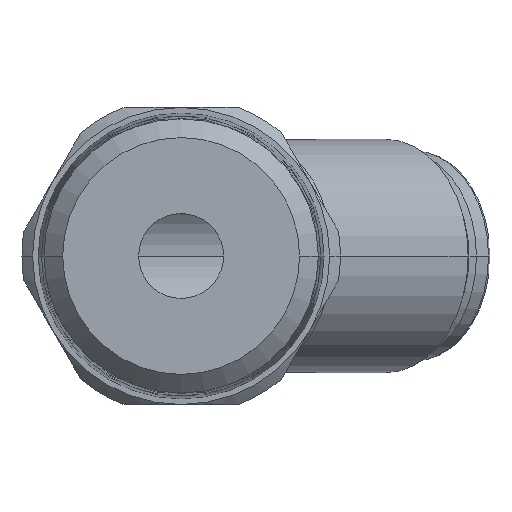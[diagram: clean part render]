
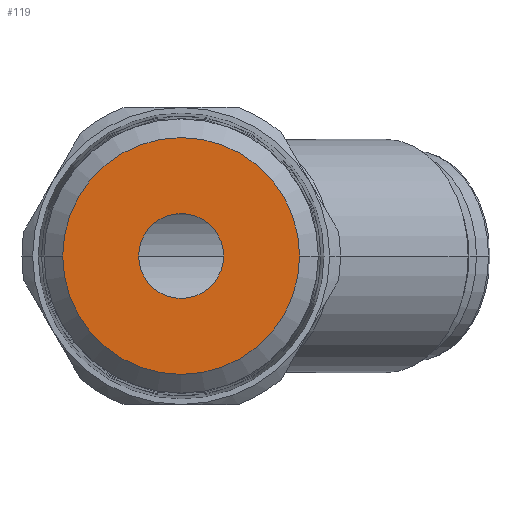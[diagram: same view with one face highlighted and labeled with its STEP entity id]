
A CAD part, front view. The second image highlights one B-rep face of the part: STEP entity #119.
In plain terms, the highlighted planar face has unit normal (0, -1, 0).
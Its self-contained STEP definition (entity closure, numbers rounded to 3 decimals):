
#119=ADVANCED_FACE('',(#275,#276),#277,.T.);
#275=FACE_BOUND('',#432,.T.);
#276=FACE_OUTER_BOUND('',#433,.T.);
#277=PLANE('',#434);
#432=EDGE_LOOP('',(#998,#999));
#433=EDGE_LOOP('',(#1000,#1001));
#434=AXIS2_PLACEMENT_3D('',#1002,#1003,#1004);
#998=ORIENTED_EDGE('',*,*,#1093,.T.);
#999=ORIENTED_EDGE('',*,*,#1098,.T.);
#1000=ORIENTED_EDGE('',*,*,#1010,.F.);
#1001=ORIENTED_EDGE('',*,*,#1178,.F.);
#1002=CARTESIAN_POINT('',(2.791,-9.5,0.0));
#1003=DIRECTION('',(-0.0,-1.0,-0.0));
#1004=DIRECTION('',(-1.0,0.0,0.0));
#1010=EDGE_CURVE('',#1187,#1190,#1191,.T.);
#1093=EDGE_CURVE('',#1337,#1341,#1343,.T.);
#1098=EDGE_CURVE('',#1341,#1337,#1349,.T.);
#1178=EDGE_CURVE('',#1190,#1187,#1461,.T.);
#1187=VERTEX_POINT('',#1472);
#1190=VERTEX_POINT('',#1476);
#1191=CIRCLE('',#1477,5.582);
#1337=VERTEX_POINT('',#1708);
#1341=VERTEX_POINT('',#1713);
#1343=CIRCLE('',#1716,2.0);
#1349=CIRCLE('',#1722,2.0);
#1461=CIRCLE('',#2077,5.582);
#1472=CARTESIAN_POINT('',(5.582,-9.5,0.0));
#1476=CARTESIAN_POINT('',(-5.582,-9.5,0.));
#1477=AXIS2_PLACEMENT_3D('',#2087,#2088,#2089);
#1708=CARTESIAN_POINT('',(2.0,-9.5,0.0));
#1713=CARTESIAN_POINT('',(-2.0,-9.5,0.));
#1716=AXIS2_PLACEMENT_3D('',#2261,#2262,#2263);
#1722=AXIS2_PLACEMENT_3D('',#2276,#2277,#2278);
#2077=AXIS2_PLACEMENT_3D('',#2433,#2434,#2435);
#2087=CARTESIAN_POINT('',(0.0,-9.5,0.0));
#2088=DIRECTION('',(-0.0,1.0,0.0));
#2089=DIRECTION('',(1.0,0.0,0.0));
#2261=CARTESIAN_POINT('',(0.0,-9.5,0.0));
#2262=DIRECTION('',(-0.0,1.0,0.0));
#2263=DIRECTION('',(1.0,0.0,0.0));
#2276=CARTESIAN_POINT('',(0.0,-9.5,0.0));
#2277=DIRECTION('',(-0.0,1.0,0.0));
#2278=DIRECTION('',(1.0,0.0,0.0));
#2433=CARTESIAN_POINT('',(0.0,-9.5,0.0));
#2434=DIRECTION('',(-0.0,1.0,0.0));
#2435=DIRECTION('',(1.0,0.0,0.0));
